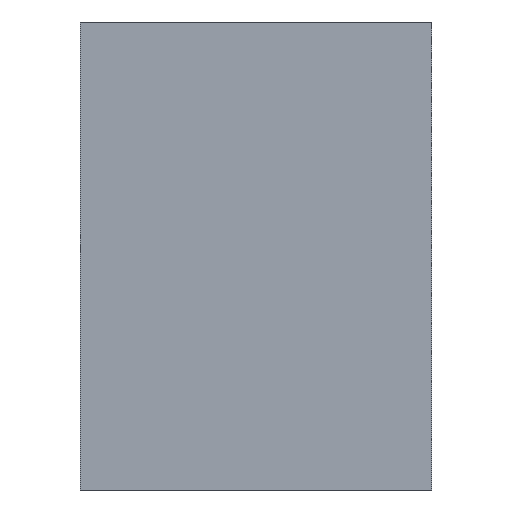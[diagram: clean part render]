
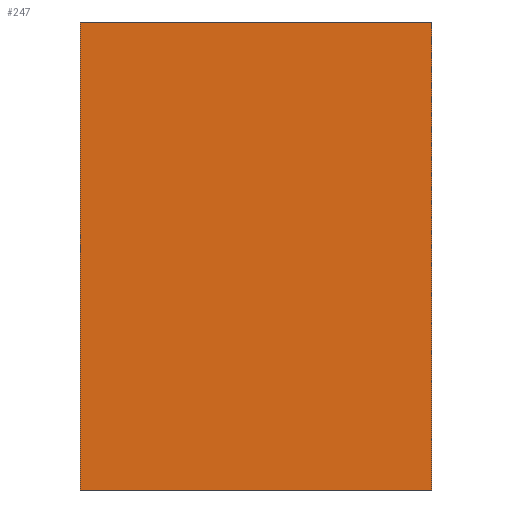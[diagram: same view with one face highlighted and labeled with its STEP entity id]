
A CAD part, front view. The second image highlights one B-rep face of the part: STEP entity #247.
In plain terms, the highlighted planar face has unit normal (0, -1, 0).
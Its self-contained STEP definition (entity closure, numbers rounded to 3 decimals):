
#17 = DIRECTION ( 'NONE',  ( -1., 0., 0. ) ) ;
#22 = CARTESIAN_POINT ( 'NONE',  ( -7.5, 0., -20. ) ) ;
#26 = DIRECTION ( 'NONE',  ( 0., 0., -1. ) ) ;
#30 = LINE ( 'NONE', #162, #290 ) ;
#36 = VECTOR ( 'NONE', #105, 1000. ) ;
#41 = LINE ( 'NONE', #114, #161 ) ;
#43 = VECTOR ( 'NONE', #26, 1000. ) ;
#50 = CARTESIAN_POINT ( 'NONE',  ( 7.5, 0., 0. ) ) ;
#74 = CARTESIAN_POINT ( 'NONE',  ( -7.5, 0., 0. ) ) ;
#79 = DIRECTION ( 'NONE',  ( 0., 1., 0. ) ) ;
#80 = PLANE ( 'NONE',  #268 ) ;
#84 = ORIENTED_EDGE ( 'NONE', *, *, #148, .T. ) ;
#105 = DIRECTION ( 'NONE',  ( 0., 0., -1. ) ) ;
#107 = LINE ( 'NONE', #74, #36 ) ;
#108 = VERTEX_POINT ( 'NONE', #22 ) ;
#109 = LINE ( 'NONE', #143, #43 ) ;
#112 = EDGE_CURVE ( 'NONE', #270, #108, #30, .T. ) ;
#113 = EDGE_LOOP ( 'NONE', ( #180, #172, #232, #84 ) ) ;
#114 = CARTESIAN_POINT ( 'NONE',  ( 7.5, 0., 0. ) ) ;
#143 = CARTESIAN_POINT ( 'NONE',  ( 7.5, 0., 0. ) ) ;
#148 = EDGE_CURVE ( 'NONE', #255, #164, #41, .T. ) ;
#161 = VECTOR ( 'NONE', #215, 1000. ) ;
#162 = CARTESIAN_POINT ( 'NONE',  ( 7.5, 0., -20. ) ) ;
#164 = VERTEX_POINT ( 'NONE', #234 ) ;
#172 = ORIENTED_EDGE ( 'NONE', *, *, #112, .F. ) ;
#180 = ORIENTED_EDGE ( 'NONE', *, *, #210, .T. ) ;
#196 = DIRECTION ( 'NONE',  ( 0., 0., 1. ) ) ;
#199 = EDGE_CURVE ( 'NONE', #255, #270, #109, .T. ) ;
#210 = EDGE_CURVE ( 'NONE', #164, #108, #107, .T. ) ;
#215 = DIRECTION ( 'NONE',  ( -1., 0., 0. ) ) ;
#217 = CARTESIAN_POINT ( 'NONE',  ( 7.5, 0., -20. ) ) ;
#232 = ORIENTED_EDGE ( 'NONE', *, *, #199, .F. ) ;
#234 = CARTESIAN_POINT ( 'NONE',  ( -7.5, 0., 0. ) ) ;
#236 = CARTESIAN_POINT ( 'NONE',  ( 7.5, 0., 0. ) ) ;
#247 = ADVANCED_FACE ( 'NONE', ( #276 ), #80, .F. ) ;
#255 = VERTEX_POINT ( 'NONE', #236 ) ;
#268 = AXIS2_PLACEMENT_3D ( 'NONE', #50, #79, #196 ) ;
#270 = VERTEX_POINT ( 'NONE', #217 ) ;
#276 = FACE_OUTER_BOUND ( 'NONE', #113, .T. ) ;
#290 = VECTOR ( 'NONE', #17, 1000. ) ;
